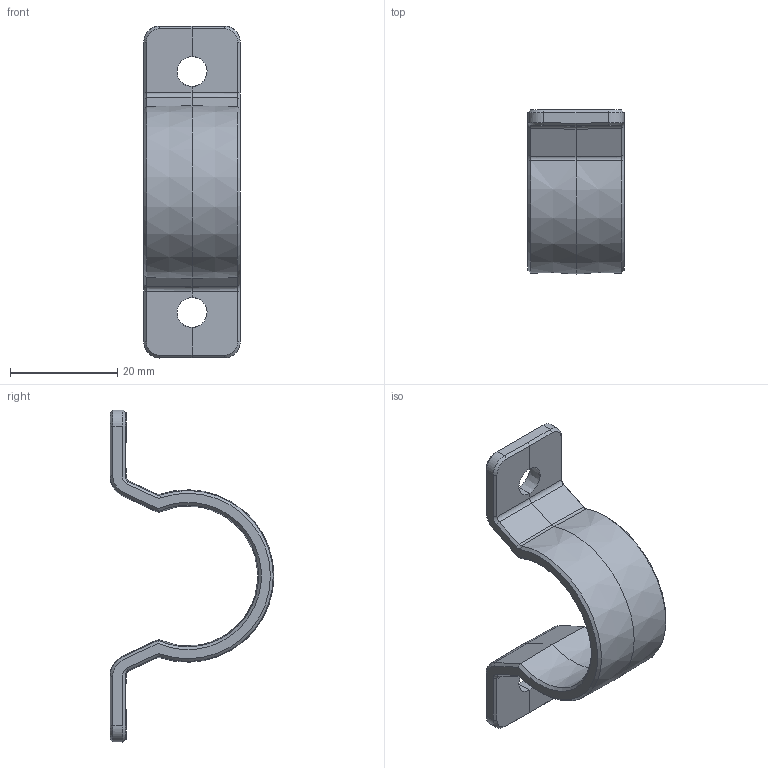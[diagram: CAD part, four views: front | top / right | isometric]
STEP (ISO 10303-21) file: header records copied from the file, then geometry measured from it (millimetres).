
FILE_DESCRIPTION((''),'2;1');
FILE_NAME('186360_ASM','2016-08-12T',('pdmadmin'),(''),'PRO/ENGINEER BY PARAMETRIC TECHNOLOGY CORPORATION, 2016010','PRO/ENGINEER BY PARAMETRIC TECHNOLOGY CORPORATION, 2016010','');
FILE_SCHEMA(('CONFIG_CONTROL_DESIGN'));
Length unit declared in the file: millimetre
Products named in the file (2): 194127; 186360_ASM
Assembly tree (1 placements, depth 2):
  186360_ASM
    194127
Bounding box: 18 x 30.6 x 62 mm (x, y, z)
Volume: 4971.6 mm3; surface area: 4129.5 mm2
Topology: 1 solids, 1 shells, 88 faces, 202 edges, 114 vertices
Faces by surface type: plane 40, bspline 24, cylinder 12, cone 12
Entity records: 3623 total; most frequent: CARTESIAN_POINT 1787, ORIENTED_EDGE 404, DIRECTION 292, EDGE_CURVE 202, VECTOR 122, LINE 122, VERTEX_POINT 114, EDGE_LOOP 90
